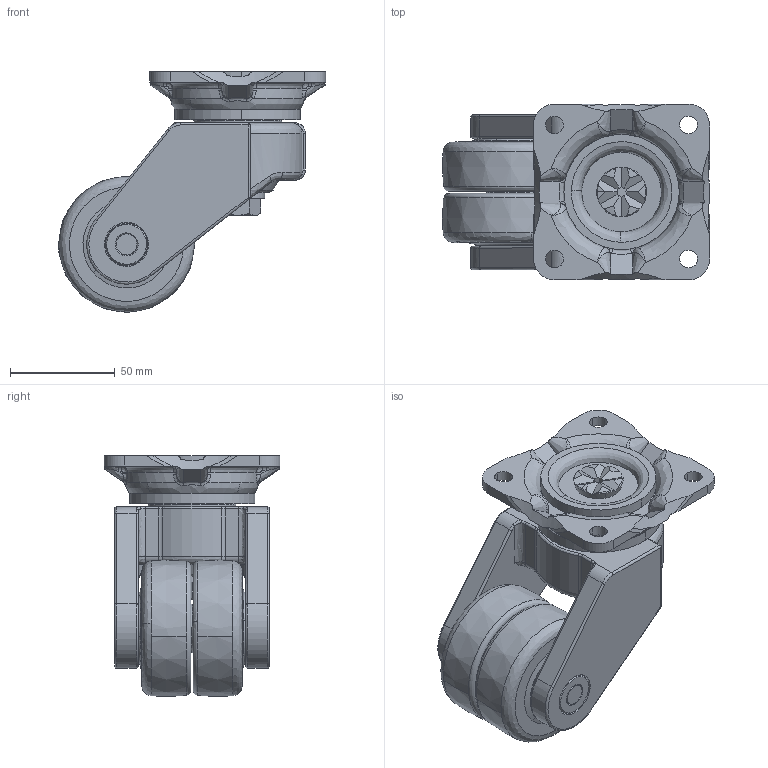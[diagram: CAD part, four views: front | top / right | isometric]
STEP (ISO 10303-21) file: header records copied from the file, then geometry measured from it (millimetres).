
FILE_DESCRIPTION((''),'2;1');
FILE_NAME('','2005-12-16T16:34:45',(''),(''),'','CADfix','');
FILE_SCHEMA(('AUTOMOTIVE_DESIGN'));
Length unit declared in the file: millimetre
Products named in the file (6): wheel; mounting plate; main shaft; body; axle; No_105X_N_9279_36
Assembly tree (5 placements, depth 2):
  No_105X_N_9279_36
    wheel
    mounting plate
    main shaft
    body
    axle
Bounding box: 127.5 x 84 x 114.99 mm (x, y, z)
Volume: 404615.1 mm3; surface area: 87420.9 mm2
Topology: 5 solids, 5 shells, 444 faces, 1261 edges, 839 vertices
Faces by surface type: bspline 444
Entity records: 22852 total; most frequent: CARTESIAN_POINT 16007, ORIENTED_EDGE 2506, EDGE_CURVE 1253, VERTEX_POINT 839, EDGE_LOOP 482, FACE_OUTER_BOUND 444, ADVANCED_FACE 444, QUASI_UNIFORM_CURVE 304
